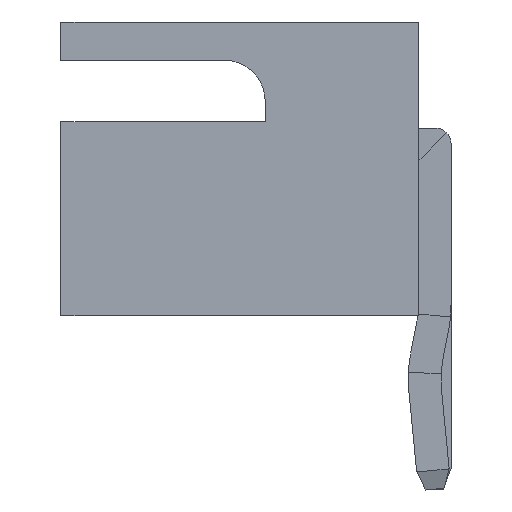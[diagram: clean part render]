
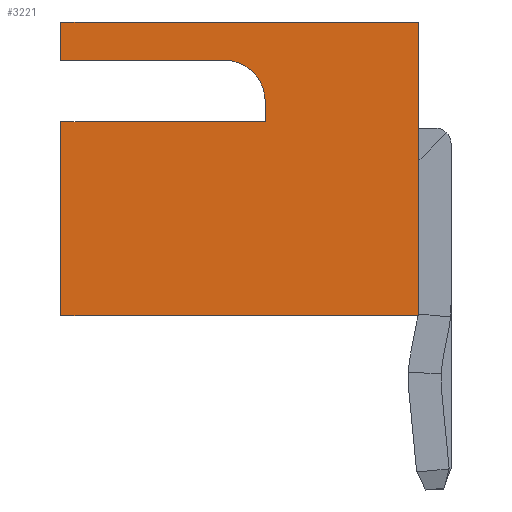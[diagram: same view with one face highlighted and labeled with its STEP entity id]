
A CAD part, left-side view. The second image highlights one B-rep face of the part: STEP entity #3221.
In plain terms, the highlighted planar face has unit normal (-1, 0, 0).
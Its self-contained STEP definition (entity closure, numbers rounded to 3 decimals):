
#265 = DIRECTION ( 'NONE',  ( 1., 0., 0. ) ) ;
#451 = CARTESIAN_POINT ( 'NONE',  ( -12.5, 7., -2.875 ) ) ;
#562 = VECTOR ( 'NONE', #3073, 1000. ) ;
#651 = DIRECTION ( 'NONE',  ( 1., 0., 0. ) ) ;
#668 = LINE ( 'NONE', #4776, #6236 ) ;
#766 = CARTESIAN_POINT ( 'NONE',  ( -12.5, 3., 0.925 ) ) ;
#791 = CARTESIAN_POINT ( 'NONE',  ( -12.5, 3.8, 2.125 ) ) ;
#897 = CARTESIAN_POINT ( 'NONE',  ( -12.5, 0., 2.875 ) ) ;
#1089 = ORIENTED_EDGE ( 'NONE', *, *, #6376, .T. ) ;
#1154 = CARTESIAN_POINT ( 'NONE',  ( -12.5, 7., -2.875 ) ) ;
#1200 = VERTEX_POINT ( 'NONE', #5719 ) ;
#1336 = EDGE_CURVE ( 'NONE', #1200, #3474, #6044, .T. ) ;
#1349 = CARTESIAN_POINT ( 'NONE',  ( -12.5, 3., 1.325 ) ) ;
#1708 = VECTOR ( 'NONE', #5114, 1000. ) ;
#1836 = LINE ( 'NONE', #1349, #5224 ) ;
#1922 = VERTEX_POINT ( 'NONE', #791 ) ;
#1996 = LINE ( 'NONE', #451, #3687 ) ;
#2159 = DIRECTION ( 'NONE',  ( 0., 0., 1. ) ) ;
#2195 = EDGE_CURVE ( 'NONE', #1922, #4359, #5749, .T. ) ;
#2305 = CARTESIAN_POINT ( 'NONE',  ( -12.5, 7., 0.925 ) ) ;
#2407 = LINE ( 'NONE', #4983, #5116 ) ;
#2443 = EDGE_CURVE ( 'NONE', #4921, #5262, #2407, .T. ) ;
#2470 = EDGE_CURVE ( 'NONE', #4359, #5708, #1836, .T. ) ;
#2702 = VERTEX_POINT ( 'NONE', #4300 ) ;
#2741 = EDGE_CURVE ( 'NONE', #5396, #2702, #668, .T. ) ;
#2786 = ORIENTED_EDGE ( 'NONE', *, *, #4280, .T. ) ;
#3030 = DIRECTION ( 'NONE',  ( 0., 0., 1. ) ) ;
#3073 = DIRECTION ( 'NONE',  ( 0., -1., 0. ) ) ;
#3114 = CARTESIAN_POINT ( 'NONE',  ( -12.5, 7., 2.875 ) ) ;
#3154 = VECTOR ( 'NONE', #4052, 1000. ) ;
#3200 = ORIENTED_EDGE ( 'NONE', *, *, #1336, .F. ) ;
#3202 = EDGE_LOOP ( 'NONE', ( #5406, #2786, #5269, #3985, #1089, #3200, #6187, #4159, #5470 ) ) ;
#3221 = ADVANCED_FACE ( 'NONE', ( #6401 ), #3865, .F. ) ;
#3226 = CARTESIAN_POINT ( 'NONE',  ( -12.5, 0., -2.875 ) ) ;
#3252 = DIRECTION ( 'NONE',  ( 0., 0., -1. ) ) ;
#3253 = AXIS2_PLACEMENT_3D ( 'NONE', #1154, #651, #3252 ) ;
#3408 = AXIS2_PLACEMENT_3D ( 'NONE', #4351, #265, #6396 ) ;
#3420 = DIRECTION ( 'NONE',  ( 0., 0., -1. ) ) ;
#3474 = VERTEX_POINT ( 'NONE', #2305 ) ;
#3541 = CARTESIAN_POINT ( 'NONE',  ( -12.5, 3., 1.325 ) ) ;
#3671 = EDGE_CURVE ( 'NONE', #2702, #5262, #4115, .T. ) ;
#3687 = VECTOR ( 'NONE', #4282, 1000. ) ;
#3865 = PLANE ( 'NONE',  #3253 ) ;
#3982 = LINE ( 'NONE', #5003, #562 ) ;
#3985 = ORIENTED_EDGE ( 'NONE', *, *, #2470, .T. ) ;
#4052 = DIRECTION ( 'NONE',  ( 0., 1., 0. ) ) ;
#4115 = LINE ( 'NONE', #3114, #1708 ) ;
#4159 = ORIENTED_EDGE ( 'NONE', *, *, #2443, .T. ) ;
#4280 = EDGE_CURVE ( 'NONE', #5396, #1922, #3982, .T. ) ;
#4282 = DIRECTION ( 'NONE',  ( 0., -1., 0. ) ) ;
#4300 = CARTESIAN_POINT ( 'NONE',  ( -12.5, 7., 2.875 ) ) ;
#4351 = CARTESIAN_POINT ( 'NONE',  ( -12.5, 3.8, 1.325 ) ) ;
#4359 = VERTEX_POINT ( 'NONE', #3541 ) ;
#4418 = DIRECTION ( 'NONE',  ( 0., 0., 1. ) ) ;
#4776 = CARTESIAN_POINT ( 'NONE',  ( -12.5, 7., -2.875 ) ) ;
#4921 = VERTEX_POINT ( 'NONE', #3226 ) ;
#4983 = CARTESIAN_POINT ( 'NONE',  ( -12.5, 0., -2.875 ) ) ;
#5003 = CARTESIAN_POINT ( 'NONE',  ( -12.5, 7., 2.125 ) ) ;
#5114 = DIRECTION ( 'NONE',  ( 0., -1., 0. ) ) ;
#5116 = VECTOR ( 'NONE', #4418, 1000. ) ;
#5224 = VECTOR ( 'NONE', #3420, 1000. ) ;
#5262 = VERTEX_POINT ( 'NONE', #897 ) ;
#5269 = ORIENTED_EDGE ( 'NONE', *, *, #2195, .T. ) ;
#5396 = VERTEX_POINT ( 'NONE', #6092 ) ;
#5406 = ORIENTED_EDGE ( 'NONE', *, *, #2741, .F. ) ;
#5470 = ORIENTED_EDGE ( 'NONE', *, *, #3671, .F. ) ;
#5708 = VERTEX_POINT ( 'NONE', #766 ) ;
#5719 = CARTESIAN_POINT ( 'NONE',  ( -12.5, 7., -2.875 ) ) ;
#5749 = CIRCLE ( 'NONE', #3408, 0.8 ) ;
#5912 = CARTESIAN_POINT ( 'NONE',  ( -12.5, 7., -2.875 ) ) ;
#6044 = LINE ( 'NONE', #5912, #6231 ) ;
#6061 = CARTESIAN_POINT ( 'NONE',  ( -12.5, 7., 0.925 ) ) ;
#6092 = CARTESIAN_POINT ( 'NONE',  ( -12.5, 7., 2.125 ) ) ;
#6187 = ORIENTED_EDGE ( 'NONE', *, *, #6592, .T. ) ;
#6231 = VECTOR ( 'NONE', #3030, 1000. ) ;
#6236 = VECTOR ( 'NONE', #2159, 1000. ) ;
#6376 = EDGE_CURVE ( 'NONE', #5708, #3474, #6461, .T. ) ;
#6396 = DIRECTION ( 'NONE',  ( 0., 0., -1. ) ) ;
#6401 = FACE_OUTER_BOUND ( 'NONE', #3202, .T. ) ;
#6461 = LINE ( 'NONE', #6061, #3154 ) ;
#6592 = EDGE_CURVE ( 'NONE', #1200, #4921, #1996, .T. ) ;
